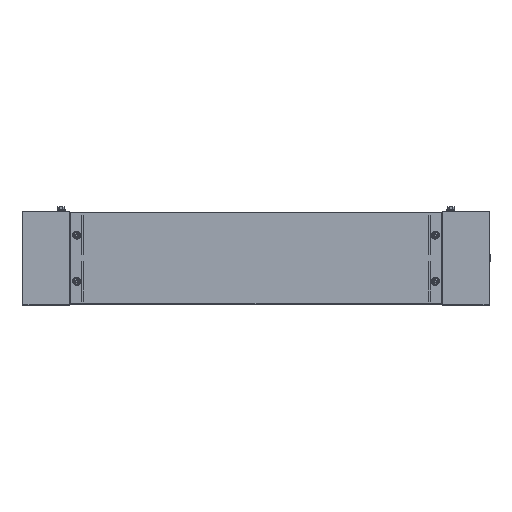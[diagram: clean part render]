
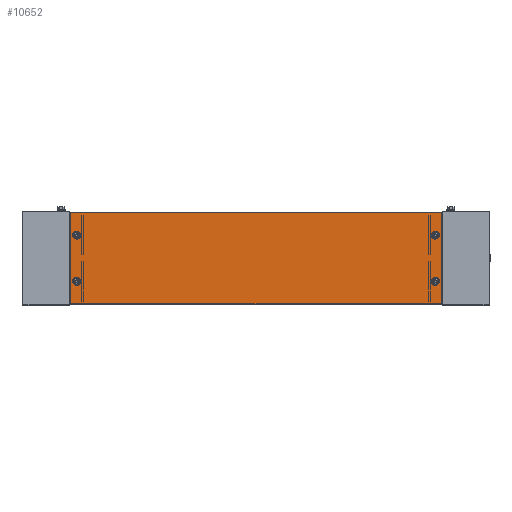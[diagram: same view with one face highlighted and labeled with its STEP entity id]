
A CAD part, top view. The second image highlights one B-rep face of the part: STEP entity #10652.
In plain terms, the highlighted face is planar.
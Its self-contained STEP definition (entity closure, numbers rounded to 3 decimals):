
#25 = EDGE_CURVE ( 'NONE', #15052, #11398, #7590, .T. ) ;
#92 = CARTESIAN_POINT ( 'NONE',  ( 876.809, -50.5, 0. ) ) ;
#200 = VERTEX_POINT ( 'NONE', #15885 ) ;
#252 = EDGE_CURVE ( 'NONE', #12555, #3002, #16069, .T. ) ;
#313 = LINE ( 'NONE', #6072, #13266 ) ;
#349 = AXIS2_PLACEMENT_3D ( 'NONE', #11415, #17329, #10005 ) ;
#438 = CARTESIAN_POINT ( 'NONE',  ( 123.191, -149.5, 0. ) ) ;
#491 = AXIS2_PLACEMENT_3D ( 'NONE', #4128, #9876, #12809 ) ;
#573 = CARTESIAN_POINT ( 'NONE',  ( 876.809, -149.5, 0. ) ) ;
#687 = ORIENTED_EDGE ( 'NONE', *, *, #8889, .T. ) ;
#751 = VERTEX_POINT ( 'NONE', #11656 ) ;
#904 = FACE_BOUND ( 'NONE', #6428, .T. ) ;
#1073 = EDGE_LOOP ( 'NONE', ( #3657, #18151 ) ) ;
#1114 = CARTESIAN_POINT ( 'NONE',  ( 107.809, -149.5, 0. ) ) ;
#1115 = ORIENTED_EDGE ( 'NONE', *, *, #7641, .T. ) ;
#1891 = CARTESIAN_POINT ( 'NONE',  ( 115.5, -149.5, 0. ) ) ;
#1956 = EDGE_CURVE ( 'NONE', #17790, #15560, #313, .T. ) ;
#2017 = FACE_BOUND ( 'NONE', #8977, .T. ) ;
#2083 = ORIENTED_EDGE ( 'NONE', *, *, #2545, .F. ) ;
#2275 = ORIENTED_EDGE ( 'NONE', *, *, #17000, .F. ) ;
#2331 = CIRCLE ( 'NONE', #16237, 7.691 ) ;
#2545 = EDGE_CURVE ( 'NONE', #14794, #17790, #8277, .T. ) ;
#2748 = CARTESIAN_POINT ( 'NONE',  ( 123.191, -50.5, 0. ) ) ;
#2882 = EDGE_CURVE ( 'NONE', #6707, #12412, #6941, .T. ) ;
#2947 = CARTESIAN_POINT ( 'NONE',  ( 115.5, -149.5, 0. ) ) ;
#3002 = VERTEX_POINT ( 'NONE', #2748 ) ;
#3170 = CARTESIAN_POINT ( 'NONE',  ( 107.809, -50.5, 0. ) ) ;
#3657 = ORIENTED_EDGE ( 'NONE', *, *, #6960, .T. ) ;
#4128 = CARTESIAN_POINT ( 'NONE',  ( 884.5, -50.5, 0. ) ) ;
#4178 = DIRECTION ( 'NONE',  ( 0., 0., 1. ) ) ;
#4419 = CIRCLE ( 'NONE', #491, 7.691 ) ;
#4546 = EDGE_CURVE ( 'NONE', #12412, #6707, #15920, .T. ) ;
#4574 = DIRECTION ( 'NONE',  ( 0., -1., 0. ) ) ;
#4864 = CARTESIAN_POINT ( 'NONE',  ( 0., 0., 0. ) ) ;
#4961 = PLANE ( 'NONE',  #6918 ) ;
#5010 = DIRECTION ( 'NONE',  ( 1., 0., 0. ) ) ;
#5139 = DIRECTION ( 'NONE',  ( 0., 0., 1. ) ) ;
#5312 = EDGE_CURVE ( 'NONE', #3002, #12555, #11105, .T. ) ;
#5332 = VECTOR ( 'NONE', #7483, 1000. ) ;
#5467 = VERTEX_POINT ( 'NONE', #92 ) ;
#5786 = CARTESIAN_POINT ( 'NONE',  ( 101., -199., 0. ) ) ;
#6072 = CARTESIAN_POINT ( 'NONE',  ( 101., -1., 0. ) ) ;
#6368 = FACE_OUTER_BOUND ( 'NONE', #9269, .T. ) ;
#6418 = DIRECTION ( 'NONE',  ( 0., 0., 1. ) ) ;
#6428 = EDGE_LOOP ( 'NONE', ( #687, #1115 ) ) ;
#6449 = CARTESIAN_POINT ( 'NONE',  ( 892.191, -149.5, 0. ) ) ;
#6479 = CARTESIAN_POINT ( 'NONE',  ( 884.5, -149.5, 0. ) ) ;
#6707 = VERTEX_POINT ( 'NONE', #6449 ) ;
#6882 = CARTESIAN_POINT ( 'NONE',  ( 101., -1., 0. ) ) ;
#6918 = AXIS2_PLACEMENT_3D ( 'NONE', #4864, #12024, #9572 ) ;
#6941 = CIRCLE ( 'NONE', #12666, 7.691 ) ;
#6960 = EDGE_CURVE ( 'NONE', #11398, #15052, #12517, .T. ) ;
#7292 = ORIENTED_EDGE ( 'NONE', *, *, #4546, .T. ) ;
#7458 = DIRECTION ( 'NONE',  ( 0., 0., 1. ) ) ;
#7483 = DIRECTION ( 'NONE',  ( 1., 0., 0. ) ) ;
#7590 = CIRCLE ( 'NONE', #9704, 7.691 ) ;
#7641 = EDGE_CURVE ( 'NONE', #200, #5467, #4419, .T. ) ;
#7753 = AXIS2_PLACEMENT_3D ( 'NONE', #6479, #7458, #10732 ) ;
#8053 = DIRECTION ( 'NONE',  ( 1., 0., 0. ) ) ;
#8186 = CARTESIAN_POINT ( 'NONE',  ( 101., -1., 0. ) ) ;
#8194 = EDGE_CURVE ( 'NONE', #15560, #751, #10131, .T. ) ;
#8277 = LINE ( 'NONE', #8186, #17290 ) ;
#8633 = ORIENTED_EDGE ( 'NONE', *, *, #1956, .F. ) ;
#8889 = EDGE_CURVE ( 'NONE', #5467, #200, #2331, .T. ) ;
#8977 = EDGE_LOOP ( 'NONE', ( #7292, #12508 ) ) ;
#9269 = EDGE_LOOP ( 'NONE', ( #8633, #2083, #2275, #9834 ) ) ;
#9572 = DIRECTION ( 'NONE',  ( 1., 0., 0. ) ) ;
#9652 = CARTESIAN_POINT ( 'NONE',  ( 899., -1., 0. ) ) ;
#9704 = AXIS2_PLACEMENT_3D ( 'NONE', #1891, #6418, #5010 ) ;
#9834 = ORIENTED_EDGE ( 'NONE', *, *, #8194, .F. ) ;
#9876 = DIRECTION ( 'NONE',  ( 0., 0., 1. ) ) ;
#10005 = DIRECTION ( 'NONE',  ( 1., 0., 0. ) ) ;
#10127 = DIRECTION ( 'NONE',  ( 1., 0., 0. ) ) ;
#10131 = LINE ( 'NONE', #5786, #5332 ) ;
#10652 = ADVANCED_FACE ( 'NONE', ( #2017, #15181, #904, #15269, #6368 ), #4961, .F. ) ;
#10732 = DIRECTION ( 'NONE',  ( 1., 0., 0. ) ) ;
#10840 = ORIENTED_EDGE ( 'NONE', *, *, #252, .T. ) ;
#10984 = LINE ( 'NONE', #9652, #11655 ) ;
#11105 = CIRCLE ( 'NONE', #11673, 7.691 ) ;
#11398 = VERTEX_POINT ( 'NONE', #1114 ) ;
#11415 = CARTESIAN_POINT ( 'NONE',  ( 115.5, -50.5, 0. ) ) ;
#11522 = CARTESIAN_POINT ( 'NONE',  ( 115.5, -50.5, 0. ) ) ;
#11655 = VECTOR ( 'NONE', #16794, 1000. ) ;
#11656 = CARTESIAN_POINT ( 'NONE',  ( 899., -199., 0. ) ) ;
#11673 = AXIS2_PLACEMENT_3D ( 'NONE', #11522, #4178, #12763 ) ;
#11921 = DIRECTION ( 'NONE',  ( 0., 0., 1. ) ) ;
#12024 = DIRECTION ( 'NONE',  ( 0., 0., 1. ) ) ;
#12412 = VERTEX_POINT ( 'NONE', #573 ) ;
#12508 = ORIENTED_EDGE ( 'NONE', *, *, #2882, .T. ) ;
#12517 = CIRCLE ( 'NONE', #12832, 7.691 ) ;
#12555 = VERTEX_POINT ( 'NONE', #3170 ) ;
#12603 = ORIENTED_EDGE ( 'NONE', *, *, #5312, .T. ) ;
#12666 = AXIS2_PLACEMENT_3D ( 'NONE', #16404, #5139, #8053 ) ;
#12763 = DIRECTION ( 'NONE',  ( 1., 0., 0. ) ) ;
#12809 = DIRECTION ( 'NONE',  ( 1., 0., 0. ) ) ;
#12832 = AXIS2_PLACEMENT_3D ( 'NONE', #2947, #13150, #10127 ) ;
#12835 = CARTESIAN_POINT ( 'NONE',  ( 884.5, -50.5, 0. ) ) ;
#13150 = DIRECTION ( 'NONE',  ( 0., 0., 1. ) ) ;
#13266 = VECTOR ( 'NONE', #4574, 1000. ) ;
#13969 = DIRECTION ( 'NONE',  ( -1., 0., 0. ) ) ;
#14794 = VERTEX_POINT ( 'NONE', #18182 ) ;
#15052 = VERTEX_POINT ( 'NONE', #438 ) ;
#15181 = FACE_BOUND ( 'NONE', #1073, .T. ) ;
#15269 = FACE_BOUND ( 'NONE', #18670, .T. ) ;
#15560 = VERTEX_POINT ( 'NONE', #17335 ) ;
#15885 = CARTESIAN_POINT ( 'NONE',  ( 892.191, -50.5, 0. ) ) ;
#15920 = CIRCLE ( 'NONE', #7753, 7.691 ) ;
#16069 = CIRCLE ( 'NONE', #349, 7.691 ) ;
#16223 = DIRECTION ( 'NONE',  ( 1., 0., 0. ) ) ;
#16237 = AXIS2_PLACEMENT_3D ( 'NONE', #12835, #11921, #16223 ) ;
#16404 = CARTESIAN_POINT ( 'NONE',  ( 884.5, -149.5, 0. ) ) ;
#16794 = DIRECTION ( 'NONE',  ( 0., 1., 0. ) ) ;
#17000 = EDGE_CURVE ( 'NONE', #751, #14794, #10984, .T. ) ;
#17290 = VECTOR ( 'NONE', #13969, 1000. ) ;
#17329 = DIRECTION ( 'NONE',  ( 0., 0., 1. ) ) ;
#17335 = CARTESIAN_POINT ( 'NONE',  ( 101., -199., 0. ) ) ;
#17790 = VERTEX_POINT ( 'NONE', #6882 ) ;
#18151 = ORIENTED_EDGE ( 'NONE', *, *, #25, .T. ) ;
#18182 = CARTESIAN_POINT ( 'NONE',  ( 899., -1., 0. ) ) ;
#18670 = EDGE_LOOP ( 'NONE', ( #10840, #12603 ) ) ;
